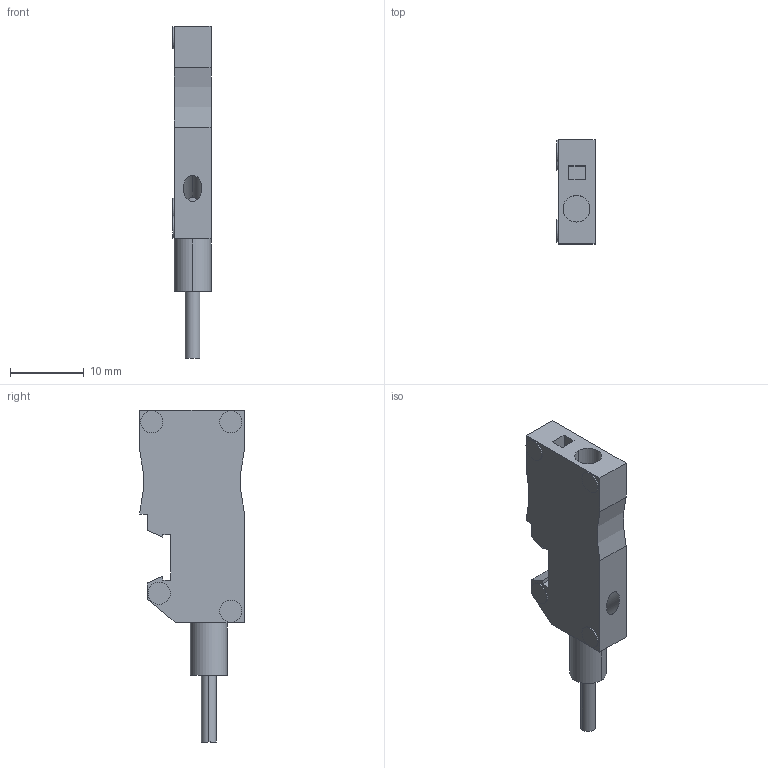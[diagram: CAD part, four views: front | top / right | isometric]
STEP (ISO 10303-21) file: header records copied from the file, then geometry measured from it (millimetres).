
FILE_DESCRIPTION(('Creo Elements/Direct Modeling STEP Export'),'2;1');
FILE_NAME('model.stp','2018-06-18T11:16:06',(''),(''),'Creo Elements/Direct Modeling STEP processor for AP214 (Solid Model)','Creo Elements/Direct Modeling 18.1I 14-Aug-2016 (C) Parametric Technology GmbH','');
FILE_SCHEMA(('AUTOMOTIVE_DESIGN { 1 0 10303 214 1 1 1 1 }'));
Length unit declared in the file: millimetre
Products named in the file (2): MPS-MT_5_9X2_RD-select
Assembly tree (1 placements, depth 2):
  MPS-MT_5_9X2_RD-select
    MPS-MT_5_9X2_RD-select
Bounding box: 5.15 x 14.1 x 44.9 mm (x, y, z)
Volume: 1689.9 mm3; surface area: 1695.3 mm2
Topology: 1 solids, 1 shells, 54 faces, 128 edges, 85 vertices
Faces by surface type: plane 33, cylinder 21
Entity records: 2297 total; most frequent: CARTESIAN_POINT 606, ORIENTED_EDGE 256, DIRECTION 239, EDGE_CURVE 128, VECTOR 85, LINE 85, VERTEX_POINT 85, AXIS2_PLACEMENT_3D 77
